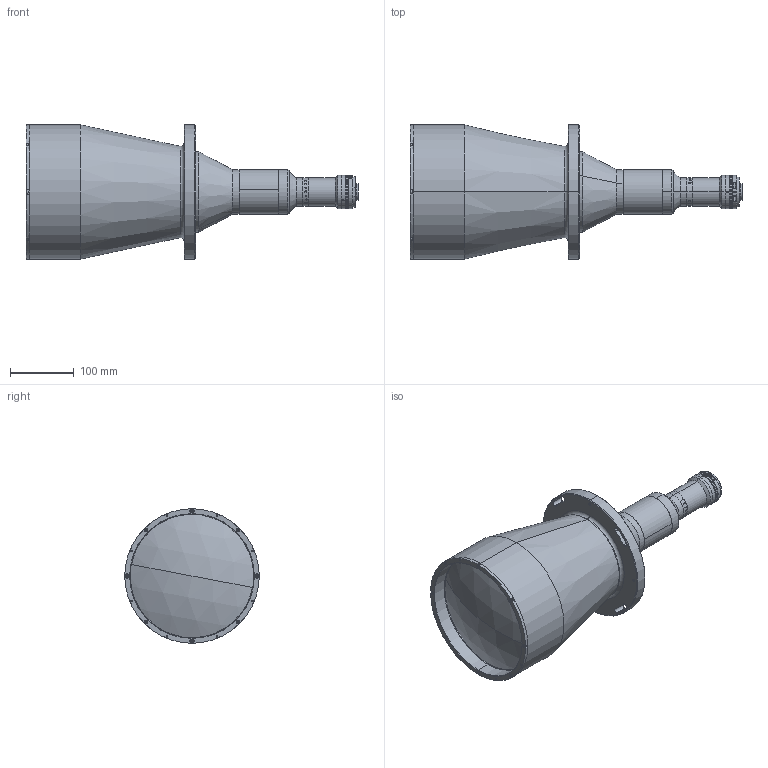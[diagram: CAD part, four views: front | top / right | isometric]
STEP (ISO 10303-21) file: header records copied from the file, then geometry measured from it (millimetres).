
FILE_DESCRIPTION (( 'STEP AP203' ), '1' );
FILE_NAME ('XF-PTL18223-0128-398C-(HD).STEP', '2018-12-24T01:40:34', ( 'lawlynn' ), ( '' ), 'SwSTEP 2.0', 'SolidWorks 2014', '' );
FILE_SCHEMA (( 'CONFIG_CONTROL_DESIGN' ));
Length unit declared in the file: millimetre
Products named in the file (1): XF-PTL18223-0128-398C-(HD)
Bounding box: 519.03 x 210 x 210 mm (x, y, z)
Surface area: 335290.1 mm2 (no closed solid volume)
Topology: 0 solids, 44 shells, 276 faces, 1275 edges, 1033 vertices
Faces by surface type: cylinder 137, plane 85, cone 34, torus 16, sphere 4
Entity records: 18314 total; most frequent: CARTESIAN_POINT 8105, DIRECTION 2109, ORIENTED_EDGE 1797, EDGE_CURVE 1269, VERTEX_POINT 1033, AXIS2_PLACEMENT_3D 813, CIRCLE 536, VECTOR 483
